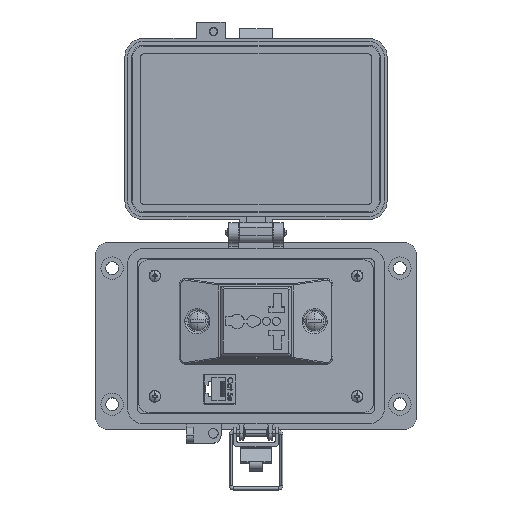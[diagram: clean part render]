
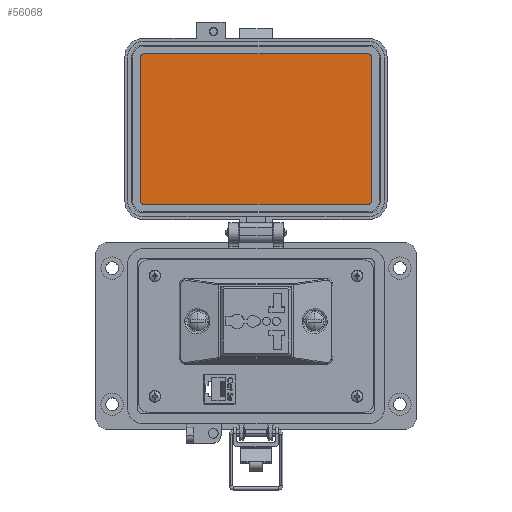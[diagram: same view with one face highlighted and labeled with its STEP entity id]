
A CAD part, top view. The second image highlights one B-rep face of the part: STEP entity #56068.
In plain terms, the highlighted planar face has unit normal (0, 0, 1).
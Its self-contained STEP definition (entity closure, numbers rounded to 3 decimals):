
#574 = LINE ( 'NONE', #3126, #55228 ) ;
#893 = CIRCLE ( 'NONE', #30773, 1.785 ) ;
#1418 = VERTEX_POINT ( 'NONE', #17038 ) ;
#1636 = ORIENTED_EDGE ( 'NONE', *, *, #24887, .F. ) ;
#3126 = CARTESIAN_POINT ( 'NONE',  ( 59.502, 69.55, 8.694 ) ) ;
#3902 = VERTEX_POINT ( 'NONE', #32009 ) ;
#4599 = EDGE_CURVE ( 'NONE', #15365, #1418, #25093, .T. ) ;
#5557 = DIRECTION ( 'NONE',  ( 0., -1., 0. ) ) ;
#6125 = EDGE_CURVE ( 'NONE', #32795, #15365, #42441, .T. ) ;
#6439 = CARTESIAN_POINT ( 'NONE',  ( 57.717, 67.765, 8.694 ) ) ;
#9900 = DIRECTION ( 'NONE',  ( 0., -1., 0. ) ) ;
#11381 = VECTOR ( 'NONE', #31521, 1000. ) ;
#11810 = ORIENTED_EDGE ( 'NONE', *, *, #4599, .F. ) ;
#12032 = EDGE_CURVE ( 'NONE', #14949, #23192, #59896, .T. ) ;
#13969 = VECTOR ( 'NONE', #55038, 1000. ) ;
#14222 = ORIENTED_EDGE ( 'NONE', *, *, #6125, .F. ) ;
#14593 = AXIS2_PLACEMENT_3D ( 'NONE', #63482, #55039, #63800 ) ;
#14949 = VERTEX_POINT ( 'NONE', #6439 ) ;
#15365 = VERTEX_POINT ( 'NONE', #21220 ) ;
#15696 = CARTESIAN_POINT ( 'NONE',  ( 57.717, 143.334, 8.694 ) ) ;
#16575 = ORIENTED_EDGE ( 'NONE', *, *, #61384, .F. ) ;
#17038 = CARTESIAN_POINT ( 'NONE',  ( 57.717, 145.119, 8.694 ) ) ;
#17344 = DIRECTION ( 'NONE',  ( 0., -1., 0. ) ) ;
#17358 = FACE_OUTER_BOUND ( 'NONE', #20871, .T. ) ;
#17535 = EDGE_CURVE ( 'NONE', #1418, #51356, #893, .T. ) ;
#19015 = CARTESIAN_POINT ( 'NONE',  ( -59.505, 69.55, 8.694 ) ) ;
#19419 = CIRCLE ( 'NONE', #53449, 1.785 ) ;
#20871 = EDGE_LOOP ( 'NONE', ( #14222, #23590, #1636, #59968, #16575, #52832, #21016, #11810 ) ) ;
#20919 = DIRECTION ( 'NONE',  ( 0., 0., 1. ) ) ;
#21016 = ORIENTED_EDGE ( 'NONE', *, *, #17535, .F. ) ;
#21220 = CARTESIAN_POINT ( 'NONE',  ( -57.72, 145.119, 8.694 ) ) ;
#21587 = DIRECTION ( 'NONE',  ( 0., 1., 0. ) ) ;
#22438 = AXIS2_PLACEMENT_3D ( 'NONE', #46528, #26160, #60743 ) ;
#23192 = VERTEX_POINT ( 'NONE', #33165 ) ;
#23590 = ORIENTED_EDGE ( 'NONE', *, *, #57100, .F. ) ;
#24317 = CARTESIAN_POINT ( 'NONE',  ( 57.717, 69.55, 8.694 ) ) ;
#24887 = EDGE_CURVE ( 'NONE', #23192, #63912, #37936, .T. ) ;
#25093 = LINE ( 'NONE', #60271, #11381 ) ;
#26160 = DIRECTION ( 'NONE',  ( 0., 0., -1. ) ) ;
#28448 = AXIS2_PLACEMENT_3D ( 'NONE', #40628, #20919, #46758 ) ;
#30039 = CARTESIAN_POINT ( 'NONE',  ( -59.505, 143.334, 8.694 ) ) ;
#30773 = AXIS2_PLACEMENT_3D ( 'NONE', #15696, #44154, #9900 ) ;
#31521 = DIRECTION ( 'NONE',  ( 1., 0., 0. ) ) ;
#31579 = CARTESIAN_POINT ( 'NONE',  ( -59.505, 143.334, 8.694 ) ) ;
#31622 = VECTOR ( 'NONE', #21587, 1000. ) ;
#32009 = CARTESIAN_POINT ( 'NONE',  ( 59.502, 69.55, 8.694 ) ) ;
#32231 = LINE ( 'NONE', #31579, #31622 ) ;
#32795 = VERTEX_POINT ( 'NONE', #30039 ) ;
#33165 = CARTESIAN_POINT ( 'NONE',  ( -57.72, 67.765, 8.694 ) ) ;
#35347 = CARTESIAN_POINT ( 'NONE',  ( -57.72, 67.765, 8.694 ) ) ;
#37259 = EDGE_CURVE ( 'NONE', #51356, #3902, #574, .T. ) ;
#37936 = CIRCLE ( 'NONE', #22438, 1.785 ) ;
#40628 = CARTESIAN_POINT ( 'NONE',  ( -30.745, 145.119, 8.694 ) ) ;
#42441 = CIRCLE ( 'NONE', #14593, 1.785 ) ;
#44154 = DIRECTION ( 'NONE',  ( 0., 0., -1. ) ) ;
#45781 = PLANE ( 'NONE',  #28448 ) ;
#46528 = CARTESIAN_POINT ( 'NONE',  ( -57.72, 69.55, 8.694 ) ) ;
#46758 = DIRECTION ( 'NONE',  ( 0., -1., 0. ) ) ;
#51356 = VERTEX_POINT ( 'NONE', #54437 ) ;
#52832 = ORIENTED_EDGE ( 'NONE', *, *, #37259, .F. ) ;
#53449 = AXIS2_PLACEMENT_3D ( 'NONE', #24317, #59486, #5557 ) ;
#54437 = CARTESIAN_POINT ( 'NONE',  ( 59.502, 143.334, 8.694 ) ) ;
#55038 = DIRECTION ( 'NONE',  ( -1., 0., 0. ) ) ;
#55039 = DIRECTION ( 'NONE',  ( 0., 0., -1. ) ) ;
#55228 = VECTOR ( 'NONE', #17344, 1000. ) ;
#56068 = ADVANCED_FACE ( 'NONE', ( #17358 ), #45781, .T. ) ;
#57100 = EDGE_CURVE ( 'NONE', #63912, #32795, #32231, .T. ) ;
#59486 = DIRECTION ( 'NONE',  ( 0., 0., -1. ) ) ;
#59896 = LINE ( 'NONE', #35347, #13969 ) ;
#59968 = ORIENTED_EDGE ( 'NONE', *, *, #12032, .F. ) ;
#60271 = CARTESIAN_POINT ( 'NONE',  ( 57.717, 145.119, 8.694 ) ) ;
#60743 = DIRECTION ( 'NONE',  ( 0., -1., 0. ) ) ;
#61384 = EDGE_CURVE ( 'NONE', #3902, #14949, #19419, .T. ) ;
#63482 = CARTESIAN_POINT ( 'NONE',  ( -57.72, 143.334, 8.694 ) ) ;
#63800 = DIRECTION ( 'NONE',  ( 0., -1., 0. ) ) ;
#63912 = VERTEX_POINT ( 'NONE', #19015 ) ;
